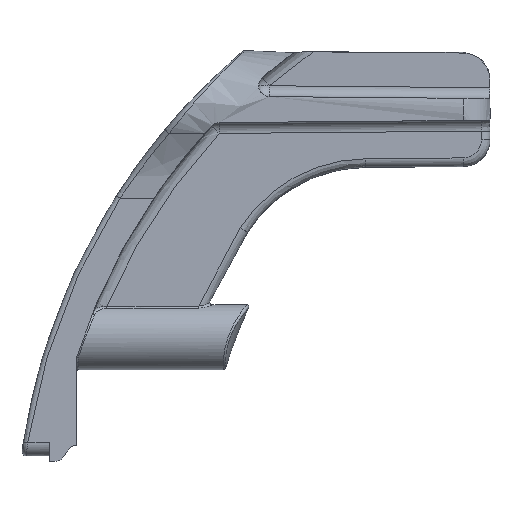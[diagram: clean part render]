
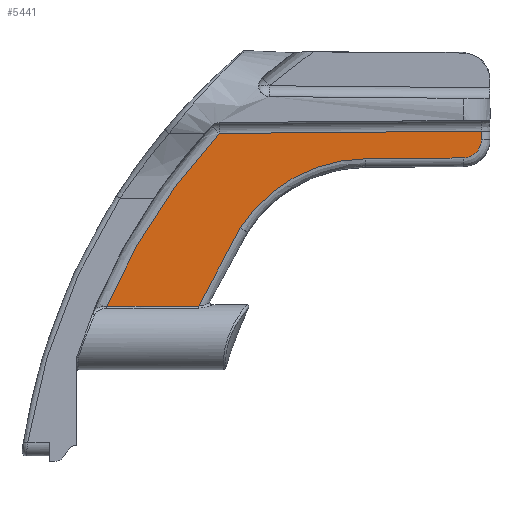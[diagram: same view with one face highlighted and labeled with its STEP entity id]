
A CAD part, left-side view. The second image highlights one B-rep face of the part: STEP entity #5441.
In plain terms, the highlighted planar face has unit normal (-1, -0.009, 0).
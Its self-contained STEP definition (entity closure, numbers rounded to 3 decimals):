
#15 = DIRECTION ( 'NONE',  ( -0.009, 1., -0.009 ) ) ;
#52 = CARTESIAN_POINT ( 'NONE',  ( -1.201, 23.005, -10.915 ) ) ;
#63 = CARTESIAN_POINT ( 'NONE',  ( -1.256, 29.321, -6.906 ) ) ;
#146 = LINE ( 'NONE', #3042, #4156 ) ;
#199 =( BOUNDED_CURVE ( )  B_SPLINE_CURVE ( 3, ( #2781, #2809, #415, #3306 ),
 .UNSPECIFIED., .F., .T. ) 
 B_SPLINE_CURVE_WITH_KNOTS ( ( 4, 4 ),
 ( 1.58, 3.142 ),
 .UNSPECIFIED. ) 
 CURVE ( )  GEOMETRIC_REPRESENTATION_ITEM ( )  RATIONAL_B_SPLINE_CURVE ( ( 1., 0.807, 0.807, 1. ) ) 
 REPRESENTATION_ITEM ( '' )  );
#389 = VERTEX_POINT ( 'NONE', #1561 ) ;
#415 = CARTESIAN_POINT ( 'NONE',  ( -1.007, 0.793, -3.761 ) ) ;
#450 = LINE ( 'NONE', #5241, #2083 ) ;
#553 = ORIENTED_EDGE ( 'NONE', *, *, #5205, .T. ) ;
#582 = ORIENTED_EDGE ( 'NONE', *, *, #1206, .T. ) ;
#943 = LINE ( 'NONE', #2353, #1297 ) ;
#968 = CARTESIAN_POINT ( 'NONE',  ( -1.007, 0.793, -2.007 ) ) ;
#1098 = CARTESIAN_POINT ( 'NONE',  ( -1.201, 23.005, -10.915 ) ) ;
#1187 = CARTESIAN_POINT ( 'NONE',  ( -1.308, 35.327, -18.178 ) ) ;
#1206 = EDGE_CURVE ( 'NONE', #2034, #6017, #1295, .T. ) ;
#1295 =( BOUNDED_CURVE ( )  B_SPLINE_CURVE ( 3, ( #52, #3785, #4714, #5596 ),
 .UNSPECIFIED., .F., .T. ) 
 B_SPLINE_CURVE_WITH_KNOTS ( ( 4, 4 ),
 ( 0.569, 1.562 ),
 .UNSPECIFIED. ) 
 CURVE ( )  GEOMETRIC_REPRESENTATION_ITEM ( )  RATIONAL_B_SPLINE_CURVE ( ( 1., 0.919, 0.919, 1. ) ) 
 REPRESENTATION_ITEM ( '' )  );
#1297 = VECTOR ( 'NONE', #15, 1000. ) ;
#1331 = ORIENTED_EDGE ( 'NONE', *, *, #1943, .T. ) ;
#1347 = CARTESIAN_POINT ( 'NONE',  ( -1.007, 0.793, -2.772 ) ) ;
#1357 = PLANE ( 'NONE',  #3362 ) ;
#1442 = CARTESIAN_POINT ( 'NONE',  ( -1.308, 35.327, -18.178 ) ) ;
#1517 = ORIENTED_EDGE ( 'NONE', *, *, #5560, .T. ) ;
#1561 = CARTESIAN_POINT ( 'NONE',  ( -1.235, 26.871, -18.14 ) ) ;
#1572 = EDGE_CURVE ( 'NONE', #3125, #389, #2128, .T. ) ;
#1669 = ORIENTED_EDGE ( 'NONE', *, *, #2351, .T. ) ;
#1696 =( BOUNDED_CURVE ( )  B_SPLINE_CURVE ( 3, ( #4903, #2511, #4410, #3478 ),
 .UNSPECIFIED., .F., .T. ) 
 B_SPLINE_CURVE_WITH_KNOTS ( ( 4, 4 ),
 ( 0.414, 0.569 ),
 .UNSPECIFIED. ) 
 CURVE ( )  GEOMETRIC_REPRESENTATION_ITEM ( )  RATIONAL_B_SPLINE_CURVE ( ( 1., 0.998, 0.998, 1. ) ) 
 REPRESENTATION_ITEM ( '' )  );
#1706 = CARTESIAN_POINT ( 'NONE',  ( -1.284, 32.527, -18.165 ) ) ;
#1792 = EDGE_CURVE ( 'NONE', #6017, #5329, #450, .T. ) ;
#1829 = EDGE_CURVE ( 'NONE', #3461, #2748, #943, .T. ) ;
#1840 = CARTESIAN_POINT ( 'NONE',  ( -1., 0., 6. ) ) ;
#1943 = EDGE_CURVE ( 'NONE', #389, #2034, #1696, .T. ) ;
#2023 = DIRECTION ( 'NONE',  ( 0., 0., 1. ) ) ;
#2034 = VERTEX_POINT ( 'NONE', #1098 ) ;
#2083 = VECTOR ( 'NONE', #4741, 1000. ) ;
#2128 =( BOUNDED_CURVE ( )  B_SPLINE_CURVE ( 3, ( #1187, #1706, #3062, #3594 ),
 .UNSPECIFIED., .F., .T. ) 
 B_SPLINE_CURVE_WITH_KNOTS ( ( 4, 4 ),
 ( 4.222, 4.248 ),
 .UNSPECIFIED. ) 
 CURVE ( )  GEOMETRIC_REPRESENTATION_ITEM ( )  RATIONAL_B_SPLINE_CURVE ( ( 1., 1., 1., 1. ) ) 
 REPRESENTATION_ITEM ( '' )  );
#2145 = VERTEX_POINT ( 'NONE', #1347 ) ;
#2351 = EDGE_CURVE ( 'NONE', #5329, #2145, #199, .T. ) ;
#2353 = CARTESIAN_POINT ( 'NONE',  ( -0.999, -0.07, -1.999 ) ) ;
#2511 = CARTESIAN_POINT ( 'NONE',  ( -1.225, 25.771, -15.634 ) ) ;
#2748 = VERTEX_POINT ( 'NONE', #5287 ) ;
#2781 = CARTESIAN_POINT ( 'NONE',  ( -1.022, 2.478, -4.472 ) ) ;
#2797 = ORIENTED_EDGE ( 'NONE', *, *, #1572, .T. ) ;
#2798 = FACE_OUTER_BOUND ( 'NONE', #4184, .T. ) ;
#2809 = CARTESIAN_POINT ( 'NONE',  ( -1.013, 1.489, -4.463 ) ) ;
#3031 = CARTESIAN_POINT ( 'NONE',  ( -1.308, 35.327, -18.178 ) ) ;
#3042 = CARTESIAN_POINT ( 'NONE',  ( -1.007, 0.793, -1. ) ) ;
#3062 = CARTESIAN_POINT ( 'NONE',  ( -1.259, 29.709, -18.152 ) ) ;
#3125 = VERTEX_POINT ( 'NONE', #3031 ) ;
#3206 = DIRECTION ( 'NONE',  ( -1., -0.009, 0. ) ) ;
#3306 = CARTESIAN_POINT ( 'NONE',  ( -1.007, 0.793, -2.772 ) ) ;
#3362 = AXIS2_PLACEMENT_3D ( 'NONE', #1840, #3206, #5102 ) ;
#3394 = CARTESIAN_POINT ( 'NONE',  ( -1.286, 32.815, -12.28 ) ) ;
#3461 = VERTEX_POINT ( 'NONE', #968 ) ;
#3478 = CARTESIAN_POINT ( 'NONE',  ( -1.201, 23.005, -10.915 ) ) ;
#3594 = CARTESIAN_POINT ( 'NONE',  ( -1.235, 26.871, -18.14 ) ) ;
#3785 = CARTESIAN_POINT ( 'NONE',  ( -1.178, 20.437, -6.899 ) ) ;
#3827 = CARTESIAN_POINT ( 'NONE',  ( -1.218, 24.95, -2.218 ) ) ;
#4134 = ORIENTED_EDGE ( 'NONE', *, *, #1792, .T. ) ;
#4156 = VECTOR ( 'NONE', #2023, 1000. ) ;
#4184 = EDGE_LOOP ( 'NONE', ( #1517, #2797, #1331, #582, #4134, #1669, #553, #6090 ) ) ;
#4410 = CARTESIAN_POINT ( 'NONE',  ( -1.214, 24.48, -13.22 ) ) ;
#4469 = CARTESIAN_POINT ( 'NONE',  ( -1.022, 2.478, -4.472 ) ) ;
#4714 = CARTESIAN_POINT ( 'NONE',  ( -1.142, 16.266, -4.592 ) ) ;
#4741 = DIRECTION ( 'NONE',  ( 0.009, -1., 0.009 ) ) ;
#4903 = CARTESIAN_POINT ( 'NONE',  ( -1.235, 26.871, -18.14 ) ) ;
#5102 = DIRECTION ( 'NONE',  ( -0.009, 1., 0. ) ) ;
#5205 = EDGE_CURVE ( 'NONE', #2145, #3461, #146, .T. ) ;
#5241 = CARTESIAN_POINT ( 'NONE',  ( -1.022, 2.485, -4.472 ) ) ;
#5283 = CARTESIAN_POINT ( 'NONE',  ( -1.1, 11.5, -4.55 ) ) ;
#5287 = CARTESIAN_POINT ( 'NONE',  ( -1.218, 24.95, -2.218 ) ) ;
#5329 = VERTEX_POINT ( 'NONE', #4469 ) ;
#5441 = ADVANCED_FACE ( 'NONE', ( #2798 ), #1357, .T. ) ;
#5560 = EDGE_CURVE ( 'NONE', #2748, #3125, #5660, .T. ) ;
#5596 = CARTESIAN_POINT ( 'NONE',  ( -1.1, 11.5, -4.55 ) ) ;
#5660 =( BOUNDED_CURVE ( )  B_SPLINE_CURVE ( 3, ( #3827, #63, #3394, #1442 ),
 .UNSPECIFIED., .F., .T. ) 
 B_SPLINE_CURVE_WITH_KNOTS ( ( 4, 4 ),
 ( 5.533, 5.881 ),
 .UNSPECIFIED. ) 
 CURVE ( )  GEOMETRIC_REPRESENTATION_ITEM ( )  RATIONAL_B_SPLINE_CURVE ( ( 1., 0.99, 0.99, 1. ) ) 
 REPRESENTATION_ITEM ( '' )  );
#6017 = VERTEX_POINT ( 'NONE', #5283 ) ;
#6090 = ORIENTED_EDGE ( 'NONE', *, *, #1829, .T. ) ;
